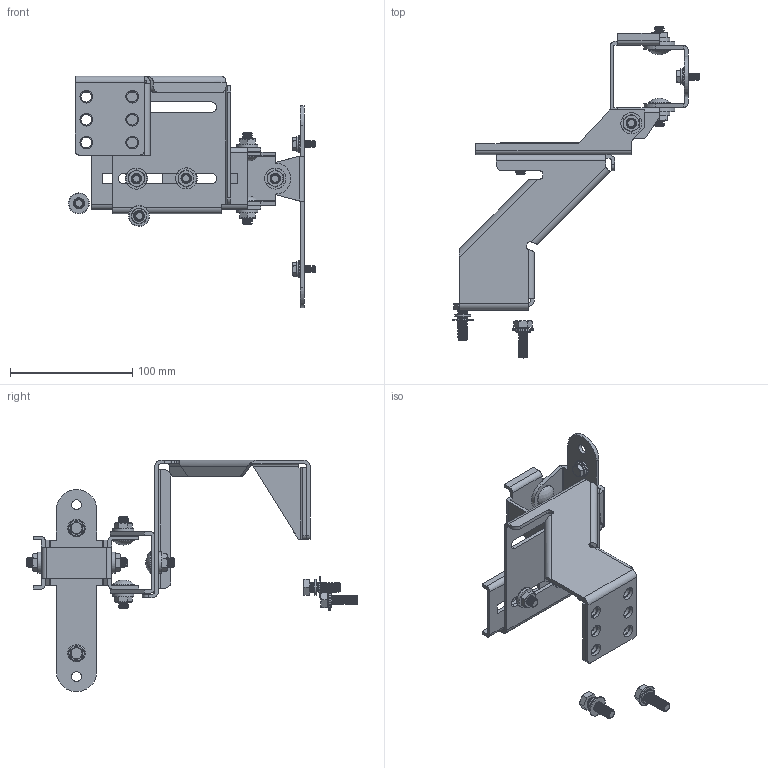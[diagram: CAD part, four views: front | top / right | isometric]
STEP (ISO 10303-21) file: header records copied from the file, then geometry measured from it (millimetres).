
FILE_DESCRIPTION (( 'STEP AP214' ), '1' );
FILE_NAME ('HGX-CMOUNT01.STEP', '2018-01-22T15:59:35', ( '' ), ( '' ), 'SwSTEP 2.0', 'SolidWorks 2014', '' );
FILE_SCHEMA (( 'AUTOMOTIVE_DESIGN' ));
Length unit declared in the file: inch
Products named in the file (13): M8_LockWasher; M8_FlatWasher; M8-1.25 25mm_91287A153; 1AG02-076; 5-16_18 Hex FL Serrated_93776A441; 5-16_18x.75CarriageB_93180A310; .25-20 LockWasher; .25-20 FlatWasher; .25-20x.6 Bolt-hex; 1AG02-075; 1AG02-074; 1AG02-073; HGX-CMOUNT01
Assembly tree (28 placements, depth 2):
  HGX-CMOUNT01
    1AG02-073
    1AG02-074
    1AG02-075
    .25-20x.6 Bolt-hex  x2
    .25-20 FlatWasher  x2
    .25-20 LockWasher  x2
    5-16_18x.75CarriageB_93180A310  x6
    5-16_18 Hex FL Serrated_93776A441  x6
    1AG02-076
    M8-1.25 25mm_91287A153  x2
    M8_FlatWasher  x2
    M8_LockWasher  x2
Bounding box: 201.99 x 271.24 x 189.12 mm (x, y, z)
Volume: 169113.8 mm3; surface area: 131229.3 mm2
Topology: 28 solids, 28 shells, 1042 faces, 2755 edges, 1785 vertices
Faces by surface type: plane 676, cone 166, cylinder 130, bspline 36, torus 28, sphere 6
Full cylindrical faces by diameter (mm): 6.604 x2, 7.937 x4, 8.28 x4, 8.738 x6, 9.652 x4, 10.363 x6, 12.509 x6, 12.903 x2, 14.224 x2, 17.066 x6, 17.069 x2
Entity records: 20419 total; most frequent: CARTESIAN_POINT 9047, ORIENTED_EDGE 2046, DIRECTION 1999, EDGE_CURVE 1023, VERTEX_POINT 710, AXIS2_PLACEMENT_3D 690, LINE 619, VECTOR 619
